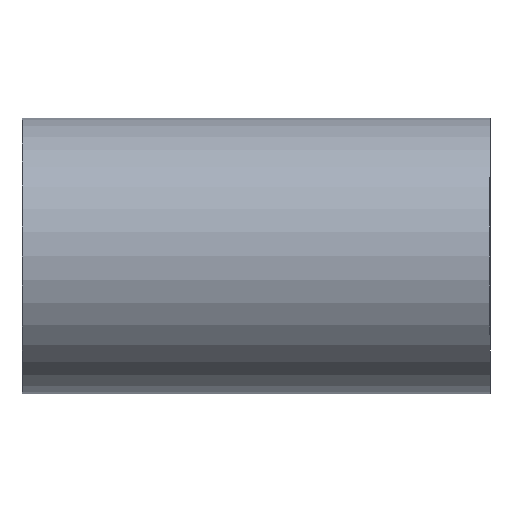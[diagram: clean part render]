
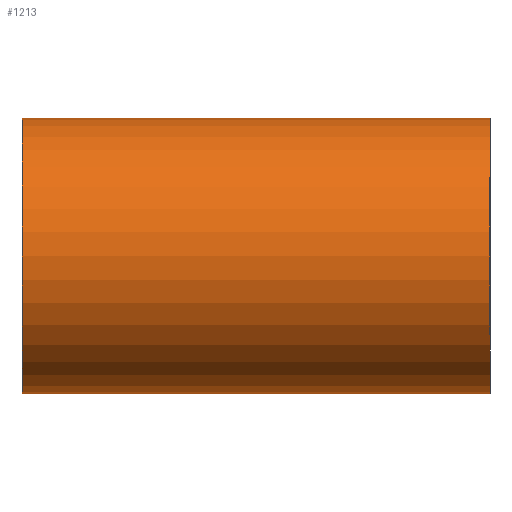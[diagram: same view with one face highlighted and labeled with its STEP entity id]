
A CAD part, left-side view. The second image highlights one B-rep face of the part: STEP entity #1213.
In plain terms, the highlighted cylindrical face has radius 33 mm (diameter 66 mm), a full revolution.
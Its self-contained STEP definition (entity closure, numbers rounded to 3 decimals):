
#84=CYLINDRICAL_SURFACE('',#1319,33.);
#129=CIRCLE('',#1316,33.);
#130=CIRCLE('',#1317,33.);
#131=CIRCLE('',#1320,33.);
#184=FACE_OUTER_BOUND('',#254,.T.);
#254=EDGE_LOOP('',(#910,#911,#912,#913,#914));
#354=LINE('',#1839,#441);
#441=VECTOR('',#1520,33.);
#529=VERTEX_POINT('',#1832);
#530=VERTEX_POINT('',#1833);
#531=VERTEX_POINT('',#1838);
#669=EDGE_CURVE('',#529,#530,#129,.T.);
#670=EDGE_CURVE('',#530,#529,#130,.T.);
#671=EDGE_CURVE('',#530,#531,#354,.T.);
#672=EDGE_CURVE('',#531,#531,#131,.T.);
#910=ORIENTED_EDGE('',*,*,#669,.F.);
#911=ORIENTED_EDGE('',*,*,#670,.F.);
#912=ORIENTED_EDGE('',*,*,#671,.T.);
#913=ORIENTED_EDGE('',*,*,#672,.T.);
#914=ORIENTED_EDGE('',*,*,#671,.F.);
#1213=ADVANCED_FACE('',(#184),#84,.T.);
#1316=AXIS2_PLACEMENT_3D('',#1834,#1512,#1513);
#1317=AXIS2_PLACEMENT_3D('',#1835,#1514,#1515);
#1319=AXIS2_PLACEMENT_3D('',#1837,#1518,#1519);
#1320=AXIS2_PLACEMENT_3D('',#1840,#1521,#1522);
#1512=DIRECTION('center_axis',(0.,1.,0.));
#1513=DIRECTION('ref_axis',(1.,0.,0.));
#1514=DIRECTION('center_axis',(0.,1.,0.));
#1515=DIRECTION('ref_axis',(1.,0.,0.));
#1518=DIRECTION('center_axis',(0.,1.,0.));
#1519=DIRECTION('ref_axis',(1.,0.,0.));
#1520=DIRECTION('',(0.,-1.,0.));
#1521=DIRECTION('center_axis',(0.,1.,0.));
#1522=DIRECTION('ref_axis',(1.,0.,0.));
#1832=CARTESIAN_POINT('',(33.,112.,0.));
#1833=CARTESIAN_POINT('',(-33.,112.,0.));
#1834=CARTESIAN_POINT('Origin',(0.,112.,0.));
#1835=CARTESIAN_POINT('Origin',(0.,112.,0.));
#1837=CARTESIAN_POINT('Origin',(0.,0.,0.));
#1838=CARTESIAN_POINT('',(-33.,0.,0.));
#1839=CARTESIAN_POINT('',(-33.,0.,0.));
#1840=CARTESIAN_POINT('Origin',(0.,0.,0.));
